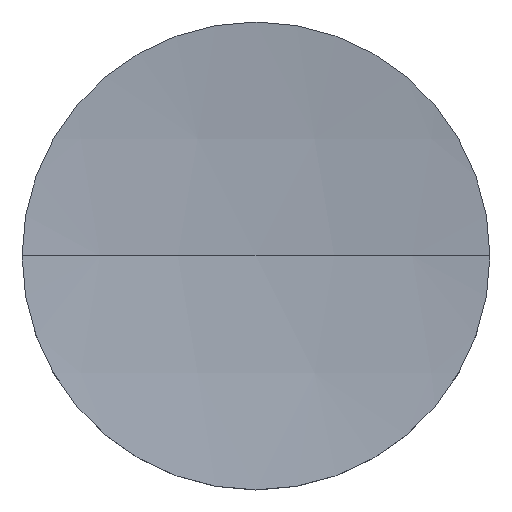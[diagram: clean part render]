
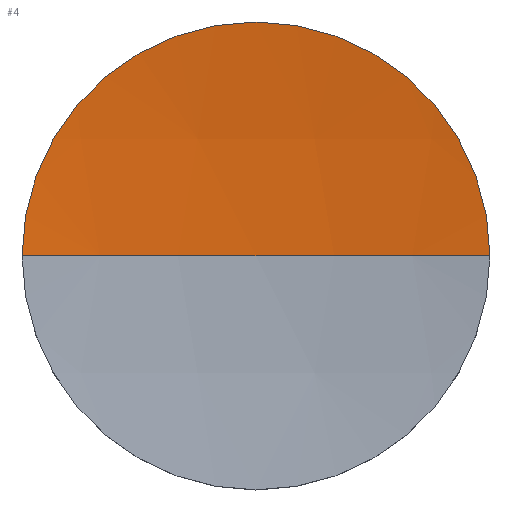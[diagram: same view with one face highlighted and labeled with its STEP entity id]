
A CAD part, top view. The second image highlights one B-rep face of the part: STEP entity #4.
In plain terms, the highlighted spherical face has radius 300 mm.
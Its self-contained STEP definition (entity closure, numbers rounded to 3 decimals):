
#4 = ADVANCED_FACE ( 'NONE', ( #17 ), #189, .F. ) ;
#13 = DIRECTION ( 'NONE',  ( 0., 0., 1. ) ) ;
#17 = FACE_OUTER_BOUND ( 'NONE', #157, .T. ) ;
#18 = AXIS2_PLACEMENT_3D ( 'NONE', #193, #35, #50 ) ;
#35 = DIRECTION ( 'NONE',  ( 0., -1., 0. ) ) ;
#46 = ORIENTED_EDGE ( 'NONE', *, *, #62, .T. ) ;
#50 = DIRECTION ( 'NONE',  ( 1., 0., 0. ) ) ;
#60 = CIRCLE ( 'NONE', #160, 38.1 ) ;
#61 = DIRECTION ( 'NONE',  ( 1., 0., 0. ) ) ;
#62 = EDGE_CURVE ( 'NONE', #111, #80, #195, .T. ) ;
#76 = VERTEX_POINT ( 'NONE', #81 ) ;
#80 = VERTEX_POINT ( 'NONE', #194 ) ;
#81 = CARTESIAN_POINT ( 'NONE',  ( 38.1, 0., 12.7 ) ) ;
#93 = ORIENTED_EDGE ( 'NONE', *, *, #188, .F. ) ;
#94 = DIRECTION ( 'NONE',  ( 0., -1., 0. ) ) ;
#111 = VERTEX_POINT ( 'NONE', #162 ) ;
#117 = CARTESIAN_POINT ( 'NONE',  ( 0., 0., 12.7 ) ) ;
#127 = CARTESIAN_POINT ( 'NONE',  ( 0., 0., 310.271 ) ) ;
#128 = ORIENTED_EDGE ( 'NONE', *, *, #135, .F. ) ;
#129 = CARTESIAN_POINT ( 'NONE',  ( 0., 0., 310.271 ) ) ;
#130 = CIRCLE ( 'NONE', #163, 300. ) ;
#135 = EDGE_CURVE ( 'NONE', #111, #76, #60, .T. ) ;
#140 = AXIS2_PLACEMENT_3D ( 'NONE', #129, #94, #61 ) ;
#154 = DIRECTION ( 'NONE',  ( 0., 1., 0. ) ) ;
#157 = EDGE_LOOP ( 'NONE', ( #128, #46, #93 ) ) ;
#160 = AXIS2_PLACEMENT_3D ( 'NONE', #117, #177, #192 ) ;
#162 = CARTESIAN_POINT ( 'NONE',  ( -38.1, 0., 12.7 ) ) ;
#163 = AXIS2_PLACEMENT_3D ( 'NONE', #127, #154, #13 ) ;
#177 = DIRECTION ( 'NONE',  ( 0., 0., -1. ) ) ;
#188 = EDGE_CURVE ( 'NONE', #76, #80, #130, .T. ) ;
#189 = SPHERICAL_SURFACE ( 'NONE', #140, 300. ) ;
#192 = DIRECTION ( 'NONE',  ( 1., 0., 0. ) ) ;
#193 = CARTESIAN_POINT ( 'NONE',  ( 0., 0., 310.271 ) ) ;
#194 = CARTESIAN_POINT ( 'NONE',  ( 0., 0., 10.271 ) ) ;
#195 = CIRCLE ( 'NONE', #18, 300. ) ;
